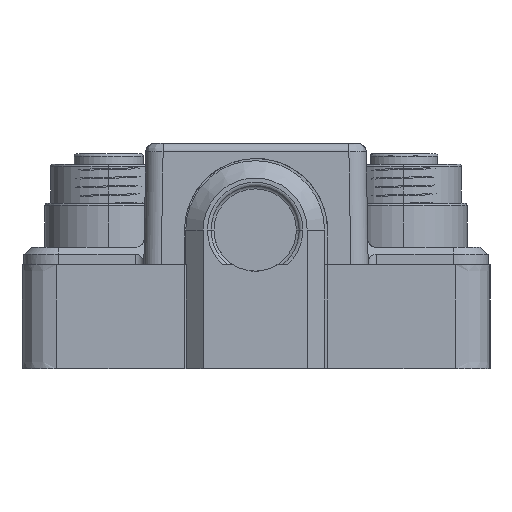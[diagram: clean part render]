
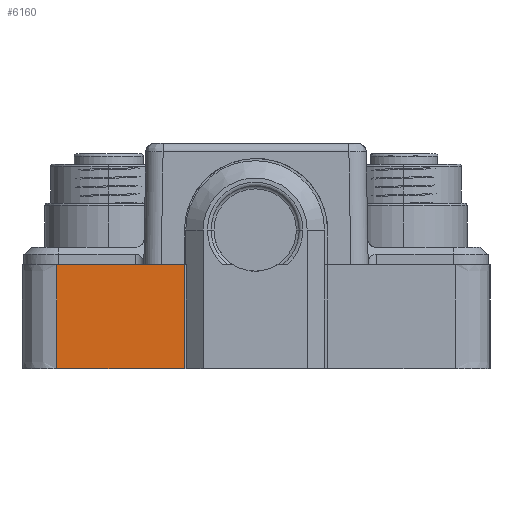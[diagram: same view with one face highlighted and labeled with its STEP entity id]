
A CAD part, left-side view. The second image highlights one B-rep face of the part: STEP entity #6160.
In plain terms, the highlighted planar face has unit normal (-1, 0, 0).
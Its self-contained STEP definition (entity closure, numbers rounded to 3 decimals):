
#3952=PLANE('',#56130);
#6160=ADVANCED_FACE('',(#10470),#3952,.T.);
#10470=FACE_OUTER_BOUND('',#13637,.T.);
#13637=EDGE_LOOP('',(#26286,#26287,#26288,#26289));
#17394=LINE('',#80462,#20721);
#17395=LINE('',#80465,#20722);
#17396=LINE('',#80467,#20723);
#17397=LINE('',#80469,#20724);
#20721=VECTOR('',#63773,1.);
#20722=VECTOR('',#63774,1.);
#20723=VECTOR('',#63775,1.);
#20724=VECTOR('',#63776,1.);
#26286=ORIENTED_EDGE('',*,*,#46198,.F.);
#26287=ORIENTED_EDGE('',*,*,#46199,.T.);
#26288=ORIENTED_EDGE('',*,*,#46200,.T.);
#26289=ORIENTED_EDGE('',*,*,#46201,.F.);
#40633=VERTEX_POINT('',#80463);
#40634=VERTEX_POINT('',#80464);
#40635=VERTEX_POINT('',#80466);
#40636=VERTEX_POINT('',#80468);
#46198=EDGE_CURVE('',#40633,#40634,#17394,.T.);
#46199=EDGE_CURVE('',#40633,#40635,#17395,.T.);
#46200=EDGE_CURVE('',#40635,#40636,#17396,.T.);
#46201=EDGE_CURVE('',#40634,#40636,#17397,.T.);
#56130=AXIS2_PLACEMENT_3D('',#80470,#63777,#63778);
#63773=DIRECTION('',(0.,-1.,0.));
#63774=DIRECTION('',(0.,0.,-1.));
#63775=DIRECTION('',(0.,-1.,0.));
#63776=DIRECTION('',(0.,0.,-1.));
#63777=DIRECTION('',(-1.,0.,0.));
#63778=DIRECTION('',(0.,0.,1.));
#80462=CARTESIAN_POINT('',(-78.969,8.25,-0.904));
#80463=CARTESIAN_POINT('',(-78.969,23.001,-0.904));
#80464=CARTESIAN_POINT('',(-78.969,8.25,-0.904));
#80465=CARTESIAN_POINT('',(-78.969,23.001,106.824));
#80466=CARTESIAN_POINT('',(-78.969,23.001,-12.904));
#80467=CARTESIAN_POINT('',(-78.969,23.001,-12.904));
#80468=CARTESIAN_POINT('',(-78.969,8.25,-12.904));
#80469=CARTESIAN_POINT('',(-78.969,8.25,106.824));
#80470=CARTESIAN_POINT('',(-78.969,8.25,106.824));
